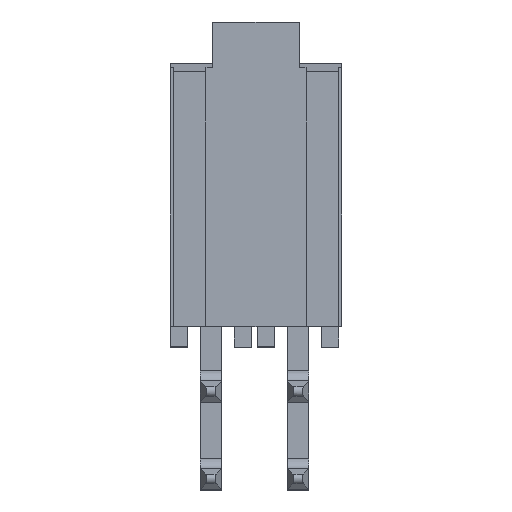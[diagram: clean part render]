
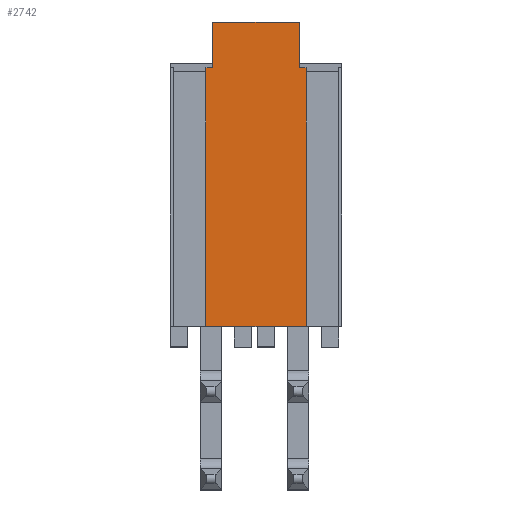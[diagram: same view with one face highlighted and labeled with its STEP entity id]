
A CAD part, top view. The second image highlights one B-rep face of the part: STEP entity #2742.
In plain terms, the highlighted planar face has unit normal (0, 0, 1).
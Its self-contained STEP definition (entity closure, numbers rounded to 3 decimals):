
#64=PLANE('',#2929);
#290=FACE_OUTER_BOUND('',#454,.T.);
#454=EDGE_LOOP('',(#2205,#2206,#2207,#2208,#2209,#2210,#2211,#2212));
#590=LINE('',#3879,#938);
#736=LINE('',#4177,#1084);
#737=LINE('',#4180,#1085);
#738=LINE('',#4182,#1086);
#739=LINE('',#4184,#1087);
#740=LINE('',#4185,#1088);
#741=LINE('',#4187,#1089);
#742=LINE('',#4188,#1090);
#938=VECTOR('',#3127,2.91);
#1084=VECTOR('',#3357,1.326);
#1085=VECTOR('',#3360,2.51);
#1086=VECTOR('',#3361,1.326);
#1087=VECTOR('',#3362,0.2);
#1088=VECTOR('',#3363,7.514);
#1089=VECTOR('',#3364,7.514);
#1090=VECTOR('',#3365,0.2);
#1310=VERTEX_POINT('',#3876);
#1311=VERTEX_POINT('',#3878);
#1420=VERTEX_POINT('',#4173);
#1421=VERTEX_POINT('',#4175);
#1422=VERTEX_POINT('',#4179);
#1423=VERTEX_POINT('',#4181);
#1424=VERTEX_POINT('',#4183);
#1425=VERTEX_POINT('',#4186);
#1558=EDGE_CURVE('',#1310,#1311,#590,.T.);
#1708=EDGE_CURVE('',#1420,#1421,#736,.T.);
#1709=EDGE_CURVE('',#1422,#1421,#737,.T.);
#1710=EDGE_CURVE('',#1423,#1422,#738,.T.);
#1711=EDGE_CURVE('',#1423,#1424,#739,.T.);
#1712=EDGE_CURVE('',#1311,#1424,#740,.T.);
#1713=EDGE_CURVE('',#1310,#1425,#741,.T.);
#1714=EDGE_CURVE('',#1425,#1420,#742,.T.);
#2205=ORIENTED_EDGE('',*,*,#1709,.F.);
#2206=ORIENTED_EDGE('',*,*,#1710,.F.);
#2207=ORIENTED_EDGE('',*,*,#1711,.T.);
#2208=ORIENTED_EDGE('',*,*,#1712,.F.);
#2209=ORIENTED_EDGE('',*,*,#1558,.F.);
#2210=ORIENTED_EDGE('',*,*,#1713,.T.);
#2211=ORIENTED_EDGE('',*,*,#1714,.T.);
#2212=ORIENTED_EDGE('',*,*,#1708,.T.);
#2742=ADVANCED_FACE('',(#290),#64,.T.);
#2929=AXIS2_PLACEMENT_3D('',#4178,#3358,#3359);
#3127=DIRECTION('',(-1.,0.,0.));
#3357=DIRECTION('',(0.,1.,0.));
#3358=DIRECTION('center_axis',(0.,0.,1.));
#3359=DIRECTION('ref_axis',(1.,0.,0.));
#3360=DIRECTION('',(1.,0.,0.));
#3361=DIRECTION('',(0.,1.,0.));
#3362=DIRECTION('',(-1.,0.,0.));
#3363=DIRECTION('',(0.,1.,0.));
#3364=DIRECTION('',(0.,1.,0.));
#3365=DIRECTION('',(-1.,0.,0.));
#3876=CARTESIAN_POINT('',(1.455,0.,3.55));
#3878=CARTESIAN_POINT('',(-1.455,0.,3.55));
#3879=CARTESIAN_POINT('',(1.455,0.,3.55));
#4173=CARTESIAN_POINT('',(1.255,7.514,3.55));
#4175=CARTESIAN_POINT('',(1.255,8.84,3.55));
#4177=CARTESIAN_POINT('',(1.255,7.514,3.55));
#4178=CARTESIAN_POINT('Origin',(-2.495,7.514,3.55));
#4179=CARTESIAN_POINT('',(-1.255,8.84,3.55));
#4180=CARTESIAN_POINT('',(-1.255,8.84,3.55));
#4181=CARTESIAN_POINT('',(-1.255,7.514,3.55));
#4182=CARTESIAN_POINT('',(-1.255,7.514,3.55));
#4183=CARTESIAN_POINT('',(-1.455,7.514,3.55));
#4184=CARTESIAN_POINT('',(-1.255,7.514,3.55));
#4185=CARTESIAN_POINT('',(-1.455,0.,3.55));
#4186=CARTESIAN_POINT('',(1.455,7.514,3.55));
#4187=CARTESIAN_POINT('',(1.455,0.,3.55));
#4188=CARTESIAN_POINT('',(1.455,7.514,3.55));
